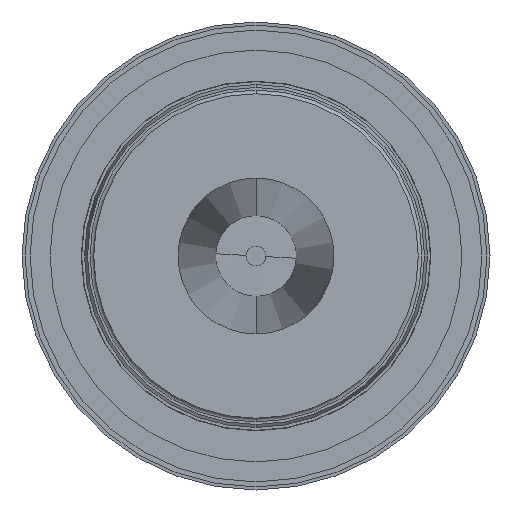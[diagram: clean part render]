
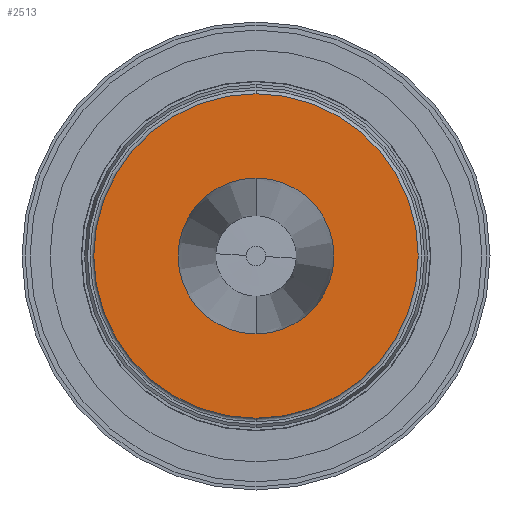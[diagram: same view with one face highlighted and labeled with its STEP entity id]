
A CAD part, front view. The second image highlights one B-rep face of the part: STEP entity #2513.
In plain terms, the highlighted planar face has unit normal (0, -1, 0).
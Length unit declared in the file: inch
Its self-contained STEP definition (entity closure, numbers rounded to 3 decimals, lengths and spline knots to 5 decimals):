
#81 = DIRECTION ( 'NONE',  ( 0., 1., 0. ) ) ;
#120 = DIRECTION ( 'NONE',  ( 0., -1., 0. ) ) ;
#216 = AXIS2_PLACEMENT_3D ( 'NONE', #4059, #120, #625 ) ;
#343 = CARTESIAN_POINT ( 'NONE',  ( 0., -11.34842, 0. ) ) ;
#364 = CARTESIAN_POINT ( 'NONE',  ( 0., -11.34842, 1.3 ) ) ;
#625 = DIRECTION ( 'NONE',  ( 0., 0., -1. ) ) ;
#642 = DIRECTION ( 'NONE',  ( 0., 0., 1. ) ) ;
#703 = AXIS2_PLACEMENT_3D ( 'NONE', #343, #4180, #6096 ) ;
#720 = ORIENTED_EDGE ( 'NONE', *, *, #1433, .F. ) ;
#884 = CARTESIAN_POINT ( 'NONE',  ( 0., -11.34842, -1.3 ) ) ;
#889 = EDGE_CURVE ( 'NONE', #5357, #2760, #1910, .T. ) ;
#995 = ORIENTED_EDGE ( 'NONE', *, *, #889, .T. ) ;
#1404 = AXIS2_PLACEMENT_3D ( 'NONE', #5390, #81, #2079 ) ;
#1433 = EDGE_CURVE ( 'NONE', #2213, #3375, #3626, .T. ) ;
#1600 = EDGE_LOOP ( 'NONE', ( #4525, #720 ) ) ;
#1627 = AXIS2_PLACEMENT_3D ( 'NONE', #3647, #4076, #4545 ) ;
#1652 = CIRCLE ( 'NONE', #4654, 0.625 ) ;
#1872 = EDGE_CURVE ( 'NONE', #3375, #2213, #4417, .T. ) ;
#1910 = CIRCLE ( 'NONE', #1404, 0.625 ) ;
#2079 = DIRECTION ( 'NONE',  ( 0., 0., 1. ) ) ;
#2213 = VERTEX_POINT ( 'NONE', #884 ) ;
#2373 = ORIENTED_EDGE ( 'NONE', *, *, #5791, .T. ) ;
#2513 = ADVANCED_FACE ( 'NONE', ( #5489, #5902 ), #5972, .T. ) ;
#2644 = CARTESIAN_POINT ( 'NONE',  ( 0., -11.34842, 0.625 ) ) ;
#2760 = VERTEX_POINT ( 'NONE', #2644 ) ;
#3101 = DIRECTION ( 'NONE',  ( 0., 1., 0. ) ) ;
#3211 = EDGE_LOOP ( 'NONE', ( #2373, #995 ) ) ;
#3375 = VERTEX_POINT ( 'NONE', #364 ) ;
#3626 = CIRCLE ( 'NONE', #703, 1.3 ) ;
#3647 = CARTESIAN_POINT ( 'NONE',  ( 0., -11.34842, 0. ) ) ;
#4059 = CARTESIAN_POINT ( 'NONE',  ( -1.3, -11.34842, 0. ) ) ;
#4076 = DIRECTION ( 'NONE',  ( 0., 1., 0. ) ) ;
#4180 = DIRECTION ( 'NONE',  ( 0., 1., 0. ) ) ;
#4417 = CIRCLE ( 'NONE', #1627, 1.3 ) ;
#4525 = ORIENTED_EDGE ( 'NONE', *, *, #1872, .F. ) ;
#4545 = DIRECTION ( 'NONE',  ( 0., 0., 1. ) ) ;
#4568 = CARTESIAN_POINT ( 'NONE',  ( 0., -11.34842, 0. ) ) ;
#4575 = CARTESIAN_POINT ( 'NONE',  ( 0., -11.34842, -0.625 ) ) ;
#4654 = AXIS2_PLACEMENT_3D ( 'NONE', #4568, #3101, #642 ) ;
#5357 = VERTEX_POINT ( 'NONE', #4575 ) ;
#5390 = CARTESIAN_POINT ( 'NONE',  ( 0., -11.34842, 0. ) ) ;
#5489 = FACE_BOUND ( 'NONE', #3211, .T. ) ;
#5791 = EDGE_CURVE ( 'NONE', #2760, #5357, #1652, .T. ) ;
#5902 = FACE_OUTER_BOUND ( 'NONE', #1600, .T. ) ;
#5972 = PLANE ( 'NONE',  #216 ) ;
#6096 = DIRECTION ( 'NONE',  ( 0., 0., 1. ) ) ;
